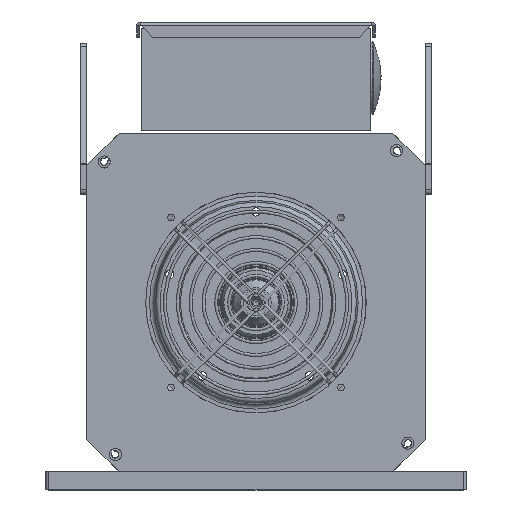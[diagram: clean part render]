
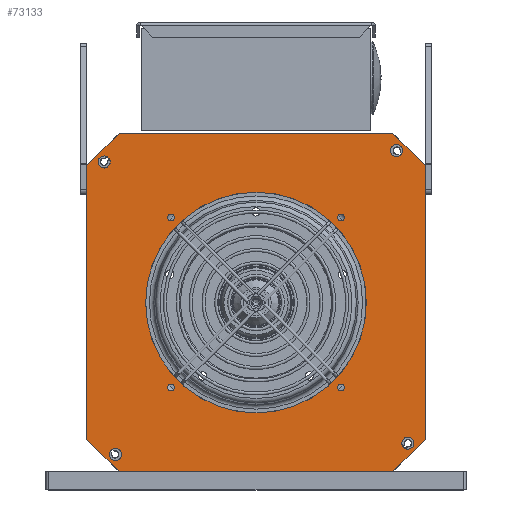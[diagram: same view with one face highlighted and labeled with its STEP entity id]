
A CAD part, front view. The second image highlights one B-rep face of the part: STEP entity #73133.
In plain terms, the highlighted planar face has unit normal (0, -1, 0).
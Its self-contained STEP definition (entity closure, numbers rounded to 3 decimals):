
#1690=FACE_BOUND('',#26787,.T.);
#1691=FACE_BOUND('',#26788,.T.);
#1692=FACE_BOUND('',#26789,.T.);
#1693=FACE_BOUND('',#26790,.T.);
#1694=FACE_BOUND('',#26791,.T.);
#1695=FACE_BOUND('',#26792,.T.);
#1696=FACE_BOUND('',#26793,.T.);
#1697=FACE_BOUND('',#26794,.T.);
#1698=FACE_BOUND('',#26795,.T.);
#4602=LINE('',#108434,#12193);
#8859=LINE('',#118480,#16450);
#8860=LINE('',#118482,#16451);
#8861=LINE('',#118484,#16452);
#8862=LINE('',#118486,#16453);
#8863=LINE('',#118488,#16454);
#8864=LINE('',#118490,#16455);
#8865=LINE('',#118491,#16456);
#12193=VECTOR('',#84929,10.);
#16450=VECTOR('',#93100,10.);
#16451=VECTOR('',#93101,10.);
#16452=VECTOR('',#93102,10.);
#16453=VECTOR('',#93103,10.);
#16454=VECTOR('',#93104,10.);
#16455=VECTOR('',#93105,10.);
#16456=VECTOR('',#93106,10.);
#19861=PLANE('',#77642);
#23058=FACE_OUTER_BOUND('',#26786,.T.);
#26786=EDGE_LOOP('',(#61303,#61304,#61305,#61306,#61307,#61308,#61309,#61310));
#26787=EDGE_LOOP('',(#61311));
#26788=EDGE_LOOP('',(#61312));
#26789=EDGE_LOOP('',(#61313));
#26790=EDGE_LOOP('',(#61314));
#26791=EDGE_LOOP('',(#61315));
#26792=EDGE_LOOP('',(#61316));
#26793=EDGE_LOOP('',(#61317));
#26794=EDGE_LOOP('',(#61318));
#26795=EDGE_LOOP('',(#61319));
#28609=CIRCLE('',#77643,2.25);
#28610=CIRCLE('',#77644,4.);
#28611=CIRCLE('',#77645,2.25);
#28612=CIRCLE('',#77646,4.);
#28613=CIRCLE('',#77647,2.25);
#28614=CIRCLE('',#77648,4.);
#28615=CIRCLE('',#77649,2.25);
#28616=CIRCLE('',#77650,4.);
#28617=CIRCLE('',#77651,73.);
#31653=VERTEX_POINT('',#108431);
#31654=VERTEX_POINT('',#108433);
#34756=VERTEX_POINT('',#118479);
#34757=VERTEX_POINT('',#118481);
#34758=VERTEX_POINT('',#118483);
#34759=VERTEX_POINT('',#118485);
#34760=VERTEX_POINT('',#118487);
#34761=VERTEX_POINT('',#118489);
#34762=VERTEX_POINT('',#118492);
#34763=VERTEX_POINT('',#118494);
#34764=VERTEX_POINT('',#118496);
#34765=VERTEX_POINT('',#118498);
#34766=VERTEX_POINT('',#118500);
#34767=VERTEX_POINT('',#118502);
#34768=VERTEX_POINT('',#118504);
#34769=VERTEX_POINT('',#118506);
#34770=VERTEX_POINT('',#118508);
#39649=EDGE_CURVE('',#31654,#31653,#4602,.T.);
#44361=EDGE_CURVE('',#34756,#31654,#8859,.T.);
#44362=EDGE_CURVE('',#31653,#34757,#8860,.T.);
#44363=EDGE_CURVE('',#34757,#34758,#8861,.T.);
#44364=EDGE_CURVE('',#34758,#34759,#8862,.T.);
#44365=EDGE_CURVE('',#34759,#34760,#8863,.T.);
#44366=EDGE_CURVE('',#34760,#34761,#8864,.T.);
#44367=EDGE_CURVE('',#34761,#34756,#8865,.T.);
#44368=EDGE_CURVE('',#34762,#34762,#28609,.T.);
#44369=EDGE_CURVE('',#34763,#34763,#28610,.T.);
#44370=EDGE_CURVE('',#34764,#34764,#28611,.T.);
#44371=EDGE_CURVE('',#34765,#34765,#28612,.T.);
#44372=EDGE_CURVE('',#34766,#34766,#28613,.T.);
#44373=EDGE_CURVE('',#34767,#34767,#28614,.T.);
#44374=EDGE_CURVE('',#34768,#34768,#28615,.T.);
#44375=EDGE_CURVE('',#34769,#34769,#28616,.T.);
#44376=EDGE_CURVE('',#34770,#34770,#28617,.T.);
#61303=ORIENTED_EDGE('',*,*,#44361,.T.);
#61304=ORIENTED_EDGE('',*,*,#39649,.T.);
#61305=ORIENTED_EDGE('',*,*,#44362,.T.);
#61306=ORIENTED_EDGE('',*,*,#44363,.T.);
#61307=ORIENTED_EDGE('',*,*,#44364,.T.);
#61308=ORIENTED_EDGE('',*,*,#44365,.T.);
#61309=ORIENTED_EDGE('',*,*,#44366,.T.);
#61310=ORIENTED_EDGE('',*,*,#44367,.T.);
#61311=ORIENTED_EDGE('',*,*,#44368,.T.);
#61312=ORIENTED_EDGE('',*,*,#44369,.T.);
#61313=ORIENTED_EDGE('',*,*,#44370,.T.);
#61314=ORIENTED_EDGE('',*,*,#44371,.T.);
#61315=ORIENTED_EDGE('',*,*,#44372,.T.);
#61316=ORIENTED_EDGE('',*,*,#44373,.T.);
#61317=ORIENTED_EDGE('',*,*,#44374,.T.);
#61318=ORIENTED_EDGE('',*,*,#44375,.T.);
#61319=ORIENTED_EDGE('',*,*,#44376,.T.);
#73133=ADVANCED_FACE('',(#23058,#1690,#1691,#1692,#1693,#1694,#1695,#1696,
#1697,#1698),#19861,.F.);
#77642=AXIS2_PLACEMENT_3D('',#118478,#93098,#93099);
#77643=AXIS2_PLACEMENT_3D('',#118493,#93107,#93108);
#77644=AXIS2_PLACEMENT_3D('',#118495,#93109,#93110);
#77645=AXIS2_PLACEMENT_3D('',#118497,#93111,#93112);
#77646=AXIS2_PLACEMENT_3D('',#118499,#93113,#93114);
#77647=AXIS2_PLACEMENT_3D('',#118501,#93115,#93116);
#77648=AXIS2_PLACEMENT_3D('',#118503,#93117,#93118);
#77649=AXIS2_PLACEMENT_3D('',#118505,#93119,#93120);
#77650=AXIS2_PLACEMENT_3D('',#118507,#93121,#93122);
#77651=AXIS2_PLACEMENT_3D('',#118509,#93123,#93124);
#84929=DIRECTION('',(-1.,0.,0.));
#93098=DIRECTION('center_axis',(0.,1.,0.));
#93099=DIRECTION('ref_axis',(-1.,0.,0.));
#93100=DIRECTION('',(-0.707,0.,0.707));
#93101=DIRECTION('',(-0.707,0.,-0.707));
#93102=DIRECTION('',(0.,0.,-1.));
#93103=DIRECTION('',(0.707,0.,-0.707));
#93104=DIRECTION('',(1.,0.,0.));
#93105=DIRECTION('',(0.707,0.,0.707));
#93106=DIRECTION('',(0.,0.,1.));
#93107=DIRECTION('center_axis',(0.,1.,0.));
#93108=DIRECTION('ref_axis',(0.,0.,
-1.));
#93109=DIRECTION('center_axis',(0.,1.,0.));
#93110=DIRECTION('ref_axis',(0.,0.,
-1.));
#93111=DIRECTION('center_axis',(0.,1.,0.));
#93112=DIRECTION('ref_axis',(1.,0.,0.));
#93113=DIRECTION('center_axis',(0.,1.,0.));
#93114=DIRECTION('ref_axis',(1.,0.,0.));
#93115=DIRECTION('center_axis',(0.,1.,0.));
#93116=DIRECTION('ref_axis',(0.,0.,
1.));
#93117=DIRECTION('center_axis',(0.,1.,0.));
#93118=DIRECTION('ref_axis',(0.,0.,
1.));
#93119=DIRECTION('center_axis',(0.,1.,0.));
#93120=DIRECTION('ref_axis',(-1.,0.,0.));
#93121=DIRECTION('center_axis',(0.,1.,0.));
#93122=DIRECTION('ref_axis',(-1.,0.,0.));
#93123=DIRECTION('center_axis',(0.,1.,0.));
#93124=DIRECTION('ref_axis',(1.,0.,0.));
#108431=CARTESIAN_POINT('',(-90.5,-275.,112.));
#108433=CARTESIAN_POINT('',(90.5,-275.,112.));
#108434=CARTESIAN_POINT('',(90.5,-275.,112.));
#118478=CARTESIAN_POINT('Origin',(0.,-275.,0.));
#118479=CARTESIAN_POINT('',(112.,-275.,90.5));
#118480=CARTESIAN_POINT('',(112.,-275.,90.5));
#118481=CARTESIAN_POINT('',(-112.,-275.,90.5));
#118482=CARTESIAN_POINT('',(-90.5,-275.,112.));
#118483=CARTESIAN_POINT('',(-112.,-275.,-90.5));
#118484=CARTESIAN_POINT('',(-112.,-275.,90.5));
#118485=CARTESIAN_POINT('',(-90.5,-275.,-112.));
#118486=CARTESIAN_POINT('',(-112.,-275.,-90.5));
#118487=CARTESIAN_POINT('',(90.5,-275.,-112.));
#118488=CARTESIAN_POINT('',(-90.5,-275.,-112.));
#118489=CARTESIAN_POINT('',(112.,-275.,-90.5));
#118490=CARTESIAN_POINT('',(90.5,-275.,-112.));
#118491=CARTESIAN_POINT('',(112.,-275.,-90.5));
#118492=CARTESIAN_POINT('',(-56.215,-275.,58.465));
#118493=CARTESIAN_POINT('Origin',(-56.215,-275.,56.215));
#118494=CARTESIAN_POINT('',(-100.5,-275.,97.));
#118495=CARTESIAN_POINT('Origin',(-100.5,-275.,93.));
#118496=CARTESIAN_POINT('',(-58.465,-275.,-56.215));
#118497=CARTESIAN_POINT('Origin',(-56.215,-275.,-56.215));
#118498=CARTESIAN_POINT('',(-97.,-275.,-100.5));
#118499=CARTESIAN_POINT('Origin',(-93.,-275.,-100.5));
#118500=CARTESIAN_POINT('',(56.215,-275.,-58.465));
#118501=CARTESIAN_POINT('Origin',(56.215,-275.,-56.215));
#118502=CARTESIAN_POINT('',(100.5,-275.,-97.));
#118503=CARTESIAN_POINT('Origin',(100.5,-275.,-93.));
#118504=CARTESIAN_POINT('',(58.465,-275.,56.215));
#118505=CARTESIAN_POINT('Origin',(56.215,-275.,56.215));
#118506=CARTESIAN_POINT('',(97.,-275.,100.5));
#118507=CARTESIAN_POINT('Origin',(93.,-275.,100.5));
#118508=CARTESIAN_POINT('',(-73.,-275.,0.));
#118509=CARTESIAN_POINT('Origin',(0.,-275.,0.));
